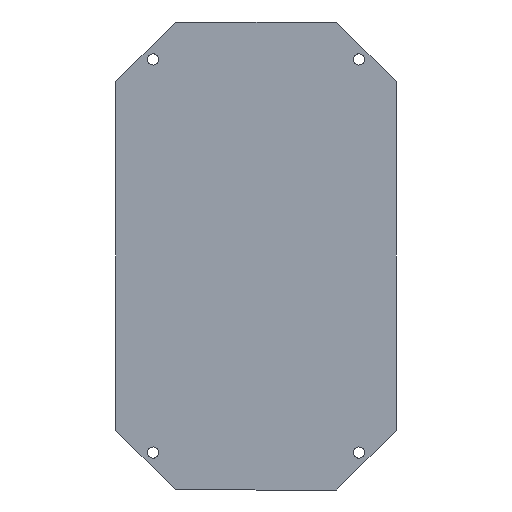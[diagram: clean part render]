
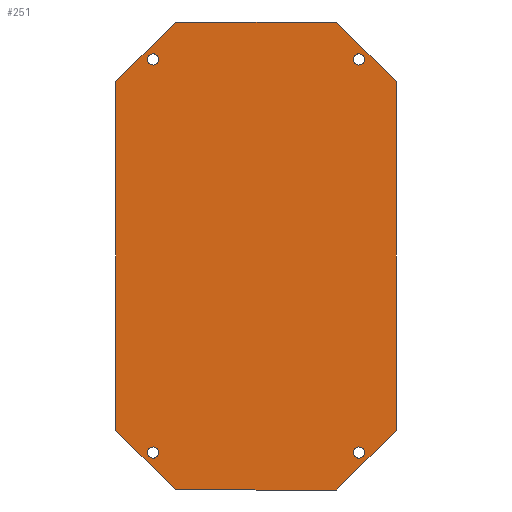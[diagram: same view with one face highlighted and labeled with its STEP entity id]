
A CAD part, front view. The second image highlights one B-rep face of the part: STEP entity #251.
In plain terms, the highlighted planar face has unit normal (0, -1, 0).
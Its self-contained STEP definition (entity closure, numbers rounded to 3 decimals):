
#3 = EDGE_CURVE ( 'NONE', #421, #82, #397, .T. ) ;
#4 = DIRECTION ( 'NONE',  ( 0., 0., 1. ) ) ;
#6 = VERTEX_POINT ( 'NONE', #456 ) ;
#17 = ORIENTED_EDGE ( 'NONE', *, *, #49, .F. ) ;
#20 = VECTOR ( 'NONE', #624, 1000. ) ;
#23 = ORIENTED_EDGE ( 'NONE', *, *, #499, .T. ) ;
#24 = CARTESIAN_POINT ( 'NONE',  ( -75., 0., -125. ) ) ;
#31 = CARTESIAN_POINT ( 'NONE',  ( -75., 0., -93. ) ) ;
#38 = EDGE_CURVE ( 'NONE', #533, #65, #294, .T. ) ;
#43 = ORIENTED_EDGE ( 'NONE', *, *, #403, .F. ) ;
#44 = CIRCLE ( 'NONE', #619, 3. ) ;
#49 = EDGE_CURVE ( 'NONE', #99, #504, #556, .T. ) ;
#51 = EDGE_CURVE ( 'NONE', #82, #421, #299, .T. ) ;
#52 = DIRECTION ( 'NONE',  ( 0., 1., 0. ) ) ;
#53 = EDGE_CURVE ( 'NONE', #454, #561, #190, .T. ) ;
#54 = CARTESIAN_POINT ( 'NONE',  ( 75., 0., -125. ) ) ;
#59 = DIRECTION ( 'NONE',  ( 0., 1., 0. ) ) ;
#60 = CARTESIAN_POINT ( 'NONE',  ( -55., 0., 108. ) ) ;
#61 = ORIENTED_EDGE ( 'NONE', *, *, #38, .T. ) ;
#64 = DIRECTION ( 'NONE',  ( 0., 1., 0. ) ) ;
#65 = VERTEX_POINT ( 'NONE', #412 ) ;
#76 = VERTEX_POINT ( 'NONE', #275 ) ;
#78 = LINE ( 'NONE', #196, #417 ) ;
#81 = LINE ( 'NONE', #24, #583 ) ;
#82 = VERTEX_POINT ( 'NONE', #477 ) ;
#86 = DIRECTION ( 'NONE',  ( 0., 0., 1. ) ) ;
#91 = CARTESIAN_POINT ( 'NONE',  ( -55., 0., 102. ) ) ;
#99 = VERTEX_POINT ( 'NONE', #116 ) ;
#109 = EDGE_LOOP ( 'NONE', ( #273, #470 ) ) ;
#110 = CARTESIAN_POINT ( 'NONE',  ( -55., 0., 105. ) ) ;
#111 = LINE ( 'NONE', #54, #20 ) ;
#113 = ORIENTED_EDGE ( 'NONE', *, *, #485, .T. ) ;
#115 = CARTESIAN_POINT ( 'NONE',  ( -55., 0., -105. ) ) ;
#116 = CARTESIAN_POINT ( 'NONE',  ( -43., 0., 125. ) ) ;
#121 = CARTESIAN_POINT ( 'NONE',  ( 0., 0., 0. ) ) ;
#122 = VERTEX_POINT ( 'NONE', #60 ) ;
#123 = DIRECTION ( 'NONE',  ( -0.707, 0., -0.707 ) ) ;
#127 = AXIS2_PLACEMENT_3D ( 'NONE', #354, #283, #212 ) ;
#129 = DIRECTION ( 'NONE',  ( 0., 0., -1. ) ) ;
#133 = CIRCLE ( 'NONE', #280, 3. ) ;
#145 = EDGE_CURVE ( 'NONE', #6, #524, #292, .T. ) ;
#153 = DIRECTION ( 'NONE',  ( 0., 1., 0. ) ) ;
#154 = DIRECTION ( 'NONE',  ( 0.707, 0., 0.707 ) ) ;
#174 = DIRECTION ( 'NONE',  ( -1., 0., 0. ) ) ;
#178 = DIRECTION ( 'NONE',  ( 0., 0., -1. ) ) ;
#181 = VECTOR ( 'NONE', #174, 1000. ) ;
#189 = AXIS2_PLACEMENT_3D ( 'NONE', #219, #153, #86 ) ;
#190 = CIRCLE ( 'NONE', #189, 3. ) ;
#194 = PLANE ( 'NONE',  #327 ) ;
#196 = CARTESIAN_POINT ( 'NONE',  ( -43., 0., 125. ) ) ;
#198 = CARTESIAN_POINT ( 'NONE',  ( 75., 0., 93. ) ) ;
#202 = DIRECTION ( 'NONE',  ( 0., 1., 0. ) ) ;
#212 = DIRECTION ( 'NONE',  ( 0., 0., 1. ) ) ;
#219 = CARTESIAN_POINT ( 'NONE',  ( 55., 0., -105. ) ) ;
#220 = CARTESIAN_POINT ( 'NONE',  ( 43., 0., -125. ) ) ;
#223 = VECTOR ( 'NONE', #426, 1000. ) ;
#231 = VERTEX_POINT ( 'NONE', #91 ) ;
#235 = VERTEX_POINT ( 'NONE', #31 ) ;
#246 = CARTESIAN_POINT ( 'NONE',  ( -75., 0., -125. ) ) ;
#250 = DIRECTION ( 'NONE',  ( 0., 1., 0. ) ) ;
#251 = ADVANCED_FACE ( 'NONE', ( #424, #342, #312, #271, #254 ), #194, .F. ) ;
#254 = FACE_BOUND ( 'NONE', #321, .T. ) ;
#266 = CARTESIAN_POINT ( 'NONE',  ( 55., 0., -102. ) ) ;
#268 = CARTESIAN_POINT ( 'NONE',  ( -75., 0., 93. ) ) ;
#271 = FACE_BOUND ( 'NONE', #463, .T. ) ;
#272 = CARTESIAN_POINT ( 'NONE',  ( 55., 0., 105. ) ) ;
#273 = ORIENTED_EDGE ( 'NONE', *, *, #350, .T. ) ;
#275 = CARTESIAN_POINT ( 'NONE',  ( -43., 0., -125. ) ) ;
#277 = AXIS2_PLACEMENT_3D ( 'NONE', #272, #202, #129 ) ;
#280 = AXIS2_PLACEMENT_3D ( 'NONE', #515, #250, #178 ) ;
#283 = DIRECTION ( 'NONE',  ( 0., 1., 0. ) ) ;
#287 = ORIENTED_EDGE ( 'NONE', *, *, #549, .F. ) ;
#288 = EDGE_CURVE ( 'NONE', #6, #76, #320, .T. ) ;
#289 = ORIENTED_EDGE ( 'NONE', *, *, #352, .T. ) ;
#291 = DIRECTION ( 'NONE',  ( 0., 0., -1. ) ) ;
#292 = LINE ( 'NONE', #220, #293 ) ;
#293 = VECTOR ( 'NONE', #154, 1000. ) ;
#294 = CIRCLE ( 'NONE', #296, 3. ) ;
#296 = AXIS2_PLACEMENT_3D ( 'NONE', #115, #59, #628 ) ;
#299 = CIRCLE ( 'NONE', #495, 3. ) ;
#300 = VECTOR ( 'NONE', #322, 1000. ) ;
#307 = CARTESIAN_POINT ( 'NONE',  ( 43., 0., 125. ) ) ;
#312 = FACE_OUTER_BOUND ( 'NONE', #514, .T. ) ;
#320 = LINE ( 'NONE', #246, #181 ) ;
#321 = EDGE_LOOP ( 'NONE', ( #544, #289 ) ) ;
#322 = DIRECTION ( 'NONE',  ( -0.707, 0., 0.707 ) ) ;
#327 = AXIS2_PLACEMENT_3D ( 'NONE', #121, #64, #4 ) ;
#336 = DIRECTION ( 'NONE',  ( 0.707, 0., -0.707 ) ) ;
#340 = CARTESIAN_POINT ( 'NONE',  ( 55., 0., -108. ) ) ;
#342 = FACE_BOUND ( 'NONE', #109, .T. ) ;
#350 = EDGE_CURVE ( 'NONE', #561, #454, #44, .T. ) ;
#352 = EDGE_CURVE ( 'NONE', #122, #231, #586, .T. ) ;
#354 = CARTESIAN_POINT ( 'NONE',  ( -55., 0., 105. ) ) ;
#361 = DIRECTION ( 'NONE',  ( 0., 1., 0. ) ) ;
#378 = VERTEX_POINT ( 'NONE', #268 ) ;
#383 = CARTESIAN_POINT ( 'NONE',  ( 75., 0., 93. ) ) ;
#385 = VERTEX_POINT ( 'NONE', #198 ) ;
#395 = CIRCLE ( 'NONE', #530, 3. ) ;
#397 = CIRCLE ( 'NONE', #277, 3. ) ;
#402 = CARTESIAN_POINT ( 'NONE',  ( -75., 0., -93. ) ) ;
#403 = EDGE_CURVE ( 'NONE', #385, #524, #111, .T. ) ;
#412 = CARTESIAN_POINT ( 'NONE',  ( -55., 0., -108. ) ) ;
#417 = VECTOR ( 'NONE', #123, 1000. ) ;
#419 = DIRECTION ( 'NONE',  ( 0., 0., 1. ) ) ;
#421 = VERTEX_POINT ( 'NONE', #434 ) ;
#424 = FACE_BOUND ( 'NONE', #482, .T. ) ;
#426 = DIRECTION ( 'NONE',  ( 1., 0., 0. ) ) ;
#434 = CARTESIAN_POINT ( 'NONE',  ( 55., 0., 108. ) ) ;
#451 = LINE ( 'NONE', #383, #300 ) ;
#452 = EDGE_CURVE ( 'NONE', #235, #76, #467, .T. ) ;
#454 = VERTEX_POINT ( 'NONE', #266 ) ;
#456 = CARTESIAN_POINT ( 'NONE',  ( 43., 0., -125. ) ) ;
#463 = EDGE_LOOP ( 'NONE', ( #486, #61 ) ) ;
#467 = LINE ( 'NONE', #402, #604 ) ;
#470 = ORIENTED_EDGE ( 'NONE', *, *, #53, .T. ) ;
#477 = CARTESIAN_POINT ( 'NONE',  ( 55., 0., 102. ) ) ;
#481 = DIRECTION ( 'NONE',  ( 0., 1., 0. ) ) ;
#482 = EDGE_LOOP ( 'NONE', ( #607, #558 ) ) ;
#485 = EDGE_CURVE ( 'NONE', #99, #378, #78, .T. ) ;
#486 = ORIENTED_EDGE ( 'NONE', *, *, #500, .T. ) ;
#491 = CARTESIAN_POINT ( 'NONE',  ( -75., 0., 125. ) ) ;
#495 = AXIS2_PLACEMENT_3D ( 'NONE', #612, #361, #291 ) ;
#499 = EDGE_CURVE ( 'NONE', #385, #504, #451, .T. ) ;
#500 = EDGE_CURVE ( 'NONE', #65, #533, #133, .T. ) ;
#502 = EDGE_CURVE ( 'NONE', #231, #122, #395, .T. ) ;
#504 = VERTEX_POINT ( 'NONE', #307 ) ;
#514 = EDGE_LOOP ( 'NONE', ( #564, #596, #43, #23, #17, #113, #287, #536 ) ) ;
#515 = CARTESIAN_POINT ( 'NONE',  ( -55., 0., -105. ) ) ;
#524 = VERTEX_POINT ( 'NONE', #608 ) ;
#530 = AXIS2_PLACEMENT_3D ( 'NONE', #110, #52, #623 ) ;
#533 = VERTEX_POINT ( 'NONE', #551 ) ;
#536 = ORIENTED_EDGE ( 'NONE', *, *, #452, .T. ) ;
#544 = ORIENTED_EDGE ( 'NONE', *, *, #502, .T. ) ;
#548 = CARTESIAN_POINT ( 'NONE',  ( 55., 0., -105. ) ) ;
#549 = EDGE_CURVE ( 'NONE', #235, #378, #81, .T. ) ;
#551 = CARTESIAN_POINT ( 'NONE',  ( -55., 0., -102. ) ) ;
#556 = LINE ( 'NONE', #491, #223 ) ;
#558 = ORIENTED_EDGE ( 'NONE', *, *, #3, .T. ) ;
#561 = VERTEX_POINT ( 'NONE', #340 ) ;
#564 = ORIENTED_EDGE ( 'NONE', *, *, #288, .F. ) ;
#583 = VECTOR ( 'NONE', #595, 1000. ) ;
#586 = CIRCLE ( 'NONE', #127, 3. ) ;
#595 = DIRECTION ( 'NONE',  ( 0., 0., 1. ) ) ;
#596 = ORIENTED_EDGE ( 'NONE', *, *, #145, .T. ) ;
#604 = VECTOR ( 'NONE', #336, 1000. ) ;
#607 = ORIENTED_EDGE ( 'NONE', *, *, #51, .T. ) ;
#608 = CARTESIAN_POINT ( 'NONE',  ( 75., 0., -93. ) ) ;
#612 = CARTESIAN_POINT ( 'NONE',  ( 55., 0., 105. ) ) ;
#619 = AXIS2_PLACEMENT_3D ( 'NONE', #548, #481, #419 ) ;
#623 = DIRECTION ( 'NONE',  ( 0., 0., 1. ) ) ;
#624 = DIRECTION ( 'NONE',  ( 0., 0., -1. ) ) ;
#628 = DIRECTION ( 'NONE',  ( 0., 0., -1. ) ) ;
